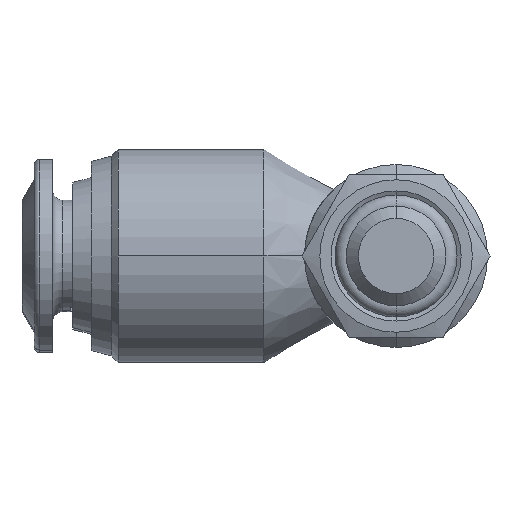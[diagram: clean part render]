
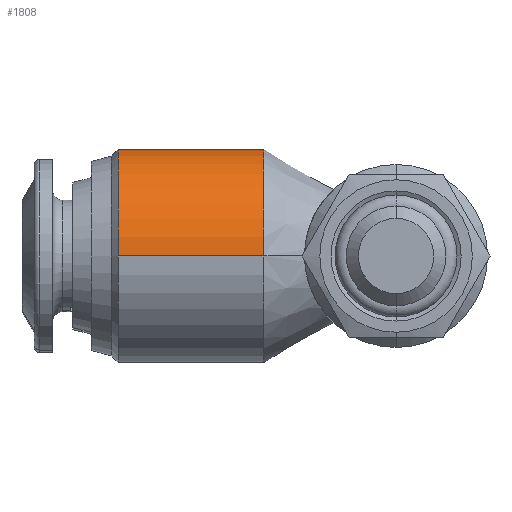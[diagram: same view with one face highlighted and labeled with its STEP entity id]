
A CAD part, front view. The second image highlights one B-rep face of the part: STEP entity #1808.
In plain terms, the highlighted cylindrical face has radius 5.25 mm (diameter 10.5 mm), a partial arc.
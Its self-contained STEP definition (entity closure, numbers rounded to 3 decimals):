
#378 = AXIS2_PLACEMENT_3D ( 'NONE', #4042, #4047, #4046 ) ;
#745 = ORIENTED_EDGE ( 'NONE', *, *, #1234, .F. ) ;
#746 = ORIENTED_EDGE ( 'NONE', *, *, #2789, .T. ) ;
#747 = ORIENTED_EDGE ( 'NONE', *, *, #1233, .T. ) ;
#748 = ORIENTED_EDGE ( 'NONE', *, *, #1232, .T. ) ;
#749 = ORIENTED_EDGE ( 'NONE', *, *, #2796, .T. ) ;
#1232 = EDGE_CURVE ( 'NONE', #3506, #3510, #3904, .T. ) ;
#1233 = EDGE_CURVE ( 'NONE', #3510, #3519, #3903, .T. ) ;
#1234 = EDGE_CURVE ( 'NONE', #3507, #3514, #3908, .T. ) ;
#1808 = ADVANCED_FACE ( 'NONE', ( #2924 ), #2928, .T. ) ;
#2451 = AXIS2_PLACEMENT_3D ( 'NONE', #4412, #4413, #4414 ) ;
#2453 = AXIS2_PLACEMENT_3D ( 'NONE', #4466, #4467, #4468 ) ;
#2789 = EDGE_CURVE ( 'NONE', #3519, #3514, #3068, .T. ) ;
#2796 = EDGE_CURVE ( 'NONE', #3507, #3506, #3077, .T. ) ;
#2863 = AXIS2_PLACEMENT_3D ( 'NONE', #3230, #3231, #3232 ) ;
#2924 = FACE_OUTER_BOUND ( 'NONE', #3680, .T. ) ;
#2928 = CYLINDRICAL_SURFACE ( 'NONE', #378, 5.25 ) ;
#3068 = CIRCLE ( 'NONE', #2451, 5.25 ) ;
#3077 = CIRCLE ( 'NONE', #2453, 5.25 ) ;
#3097 = CARTESIAN_POINT ( 'NONE',  ( -13.668, 20.8, 0. ) ) ;
#3101 = CARTESIAN_POINT ( 'NONE',  ( -13.668, 10.3, 0. ) ) ;
#3106 = CARTESIAN_POINT ( 'NONE',  ( -13.668, 15.55, 5.25 ) ) ;
#3196 = DIRECTION ( 'NONE',  ( -1., 0., 0. ) ) ;
#3226 = CARTESIAN_POINT ( 'NONE',  ( -21.5, 20.8, 0. ) ) ;
#3227 = CARTESIAN_POINT ( 'NONE',  ( -21.5, 10.3, 0. ) ) ;
#3228 = DIRECTION ( 'NONE',  ( -1., 0., 0. ) ) ;
#3230 = CARTESIAN_POINT ( 'NONE',  ( -13.668, 15.55, 0. ) ) ;
#3231 = DIRECTION ( 'NONE',  ( 1., 0., 0. ) ) ;
#3232 = DIRECTION ( 'NONE',  ( 0., 0., 1. ) ) ;
#3506 = VERTEX_POINT ( 'NONE', #4556 ) ;
#3507 = VERTEX_POINT ( 'NONE', #4557 ) ;
#3510 = VERTEX_POINT ( 'NONE', #3097 ) ;
#3514 = VERTEX_POINT ( 'NONE', #3101 ) ;
#3519 = VERTEX_POINT ( 'NONE', #3106 ) ;
#3680 = EDGE_LOOP ( 'NONE', ( #749, #748, #747, #746, #745 ) ) ;
#3903 = CIRCLE ( 'NONE', #2863, 5.25 ) ;
#3904 = LINE ( 'NONE', #3226, #3907 ) ;
#3907 = VECTOR ( 'NONE', #3228, 1000. ) ;
#3908 = LINE ( 'NONE', #3227, #3910 ) ;
#3910 = VECTOR ( 'NONE', #3196, 1000. ) ;
#4042 = CARTESIAN_POINT ( 'NONE',  ( -21.5, 15.55, 0. ) ) ;
#4046 = DIRECTION ( 'NONE',  ( 0., -1., 0. ) ) ;
#4047 = DIRECTION ( 'NONE',  ( -1., 0., 0. ) ) ;
#4412 = CARTESIAN_POINT ( 'NONE',  ( -13.668, 15.55, 0. ) ) ;
#4413 = DIRECTION ( 'NONE',  ( 1., 0., 0. ) ) ;
#4414 = DIRECTION ( 'NONE',  ( 0., 0., 1. ) ) ;
#4466 = CARTESIAN_POINT ( 'NONE',  ( -6.5, 15.55, 0. ) ) ;
#4467 = DIRECTION ( 'NONE',  ( -1., 0., 0. ) ) ;
#4468 = DIRECTION ( 'NONE',  ( 0., -1., 0. ) ) ;
#4556 = CARTESIAN_POINT ( 'NONE',  ( -6.5, 20.8, 0. ) ) ;
#4557 = CARTESIAN_POINT ( 'NONE',  ( -6.5, 10.3, 0. ) ) ;
